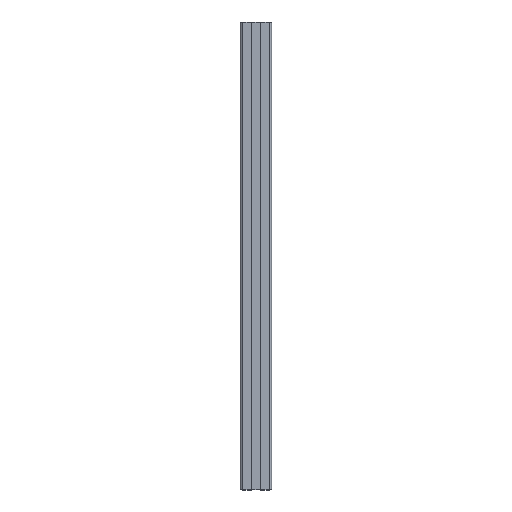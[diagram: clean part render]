
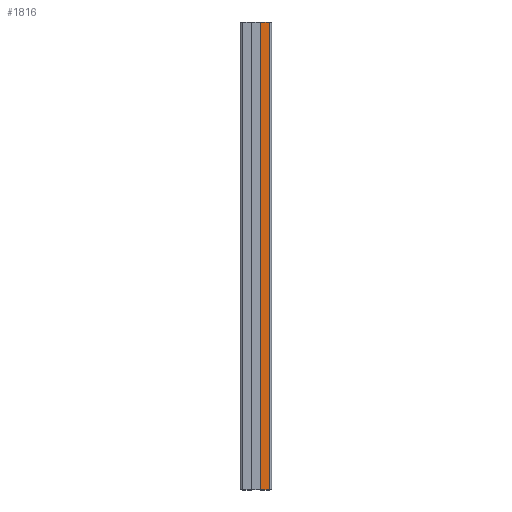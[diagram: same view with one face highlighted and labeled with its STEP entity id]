
A CAD part, top view. The second image highlights one B-rep face of the part: STEP entity #1816.
In plain terms, the highlighted face is planar.
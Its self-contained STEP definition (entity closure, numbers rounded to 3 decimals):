
#218 = ORIENTED_EDGE ( 'NONE', *, *, #1959, .F. ) ;
#232 = ORIENTED_EDGE ( 'NONE', *, *, #1982, .F. ) ;
#293 = ORIENTED_EDGE ( 'NONE', *, *, #1918, .T. ) ;
#312 = ORIENTED_EDGE ( 'NONE', *, *, #1885, .T. ) ;
#574 = VERTEX_POINT ( 'NONE', #1440 ) ;
#583 = VERTEX_POINT ( 'NONE', #1485 ) ;
#599 = VERTEX_POINT ( 'NONE', #1491 ) ;
#663 = VERTEX_POINT ( 'NONE', #1552 ) ;
#714 = VECTOR ( 'NONE', #2440, 1000. ) ;
#763 = VECTOR ( 'NONE', #2651, 1000. ) ;
#764 = VECTOR ( 'NONE', #2506, 1000. ) ;
#805 = VECTOR ( 'NONE', #2709, 1000. ) ;
#1024 = AXIS2_PLACEMENT_3D ( 'NONE', #1687, #1698, #1708 ) ;
#1306 = EDGE_LOOP ( 'NONE', ( #232, #218, #293, #312 ) ) ;
#1440 = CARTESIAN_POINT ( 'NONE',  ( -8.4, 10., -300. ) ) ;
#1485 = CARTESIAN_POINT ( 'NONE',  ( -3.1, 10., 0. ) ) ;
#1491 = CARTESIAN_POINT ( 'NONE',  ( -8.4, 10., 0. ) ) ;
#1552 = CARTESIAN_POINT ( 'NONE',  ( -3.1, 10., -300. ) ) ;
#1687 = CARTESIAN_POINT ( 'NONE',  ( -3.1, 10., -300. ) ) ;
#1698 = DIRECTION ( 'NONE',  ( 0., 1., 0. ) ) ;
#1708 = DIRECTION ( 'NONE',  ( 0., 0., 1. ) ) ;
#1710 = PLANE ( 'NONE',  #1024 ) ;
#1712 = FACE_OUTER_BOUND ( 'NONE', #1306, .T. ) ;
#1816 = ADVANCED_FACE ( 'PLANAR_9', ( #1712 ), #1710, .T. ) ;
#1885 = EDGE_CURVE ( 'NONE', #574, #599, #2448, .T. ) ;
#1918 = EDGE_CURVE ( 'NONE', #663, #574, #2503, .T. ) ;
#1959 = EDGE_CURVE ( 'NONE', #663, #583, #2624, .T. ) ;
#1982 = EDGE_CURVE ( 'NONE', #583, #599, #2678, .T. ) ;
#2440 = DIRECTION ( 'NONE',  ( 0., 0., 1. ) ) ;
#2446 = CARTESIAN_POINT ( 'NONE',  ( -8.4, 10., -300. ) ) ;
#2448 = LINE ( 'NONE', #2446, #714 ) ;
#2503 = LINE ( 'NONE', #2505, #764 ) ;
#2505 = CARTESIAN_POINT ( 'NONE',  ( -3.1, 10., -300. ) ) ;
#2506 = DIRECTION ( 'NONE',  ( -1., 0., 0. ) ) ;
#2624 = LINE ( 'NONE', #2643, #763 ) ;
#2643 = CARTESIAN_POINT ( 'NONE',  ( -3.1, 10., -300. ) ) ;
#2651 = DIRECTION ( 'NONE',  ( 0., 0., 1. ) ) ;
#2678 = LINE ( 'NONE', #2697, #805 ) ;
#2697 = CARTESIAN_POINT ( 'NONE',  ( -3.1, 10., 0. ) ) ;
#2709 = DIRECTION ( 'NONE',  ( -1., 0., 0. ) ) ;
